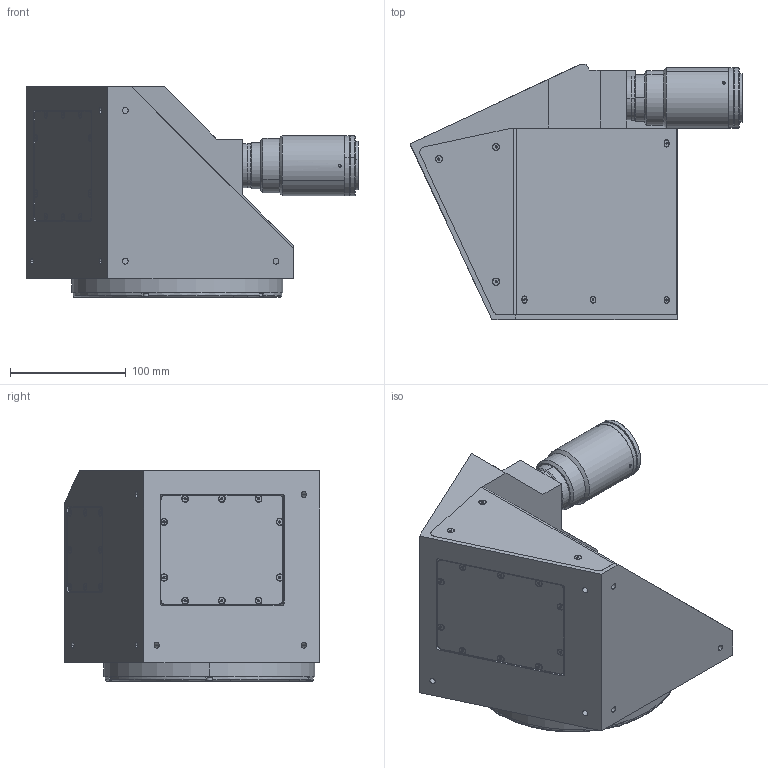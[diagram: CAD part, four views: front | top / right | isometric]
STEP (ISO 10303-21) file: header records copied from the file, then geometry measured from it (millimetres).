
FILE_DESCRIPTION (( 'STEP AP203' ), '1' );
FILE_NAME ('DP26992-B_TCCR4M120-E.step', '2022-02-18T14:57:57', ( '' ), ( '' ), 'SwSTEP 2.0', 'SolidWorks 2021', '' );
FILE_SCHEMA (( 'CONFIG_CONTROL_DESIGN' ));
Length unit declared in the file: millimetre
Products named in the file (1): DP26992-B_TCCR4M120-E
Bounding box: 286.38 x 220 x 181.4 mm (x, y, z)
Surface area: 242224.7 mm2 (no closed solid volume)
Topology: 0 solids, 76 shells, 481 faces, 1571 edges, 1093 vertices
Faces by surface type: plane 196, cylinder 142, cone 126, torus 15, sphere 2
Entity records: 17199 total; most frequent: CARTESIAN_POINT 3508, DIRECTION 3003, ORIENTED_EDGE 2342, EDGE_CURVE 1509, VERTEX_POINT 1093, AXIS2_PLACEMENT_3D 1050, LINE 903, VECTOR 903
